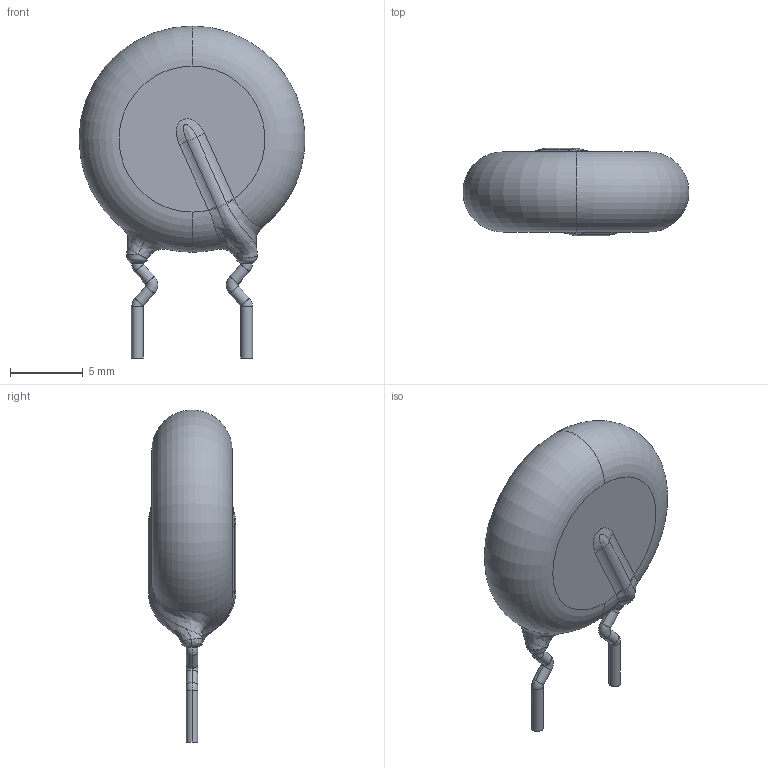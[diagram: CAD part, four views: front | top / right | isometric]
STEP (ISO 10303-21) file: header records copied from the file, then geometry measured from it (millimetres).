
FILE_DESCRIPTION (( 'STEP AP214' ), '1' );
FILE_NAME ('RES-TH_L15.5-W6.0-H22.5-P7.50-D0.8.step', '2022-07-28T09:40:56', ( '' ), ( '' ), 'SwSTEP 2.0', 'SolidWorks 2020', '' );
FILE_SCHEMA (( 'AUTOMOTIVE_DESIGN' ));
Length unit declared in the file: millimetre
Products named in the file (1): RES-TH_L15.5-W6.0-H22.5-P7.50-D0.8
Bounding box: 15.48 x 6 x 22.75 mm (x, y, z)
Volume: 917.7 mm3; surface area: 664.8 mm2
Topology: 14 solids, 14 shells, 295 faces, 761 edges, 492 vertices
Faces by surface type: plane 137, bspline 122, cylinder 22, torus 14
Entity records: 17651 total; most frequent: CARTESIAN_POINT 7875, ORIENTED_EDGE 1518, DIRECTION 929, EDGE_CURVE 759, VERTEX_POINT 492, LINE 441, VECTOR 441, UNCERTAINTY_MEASURE_WITH_UNIT 311
